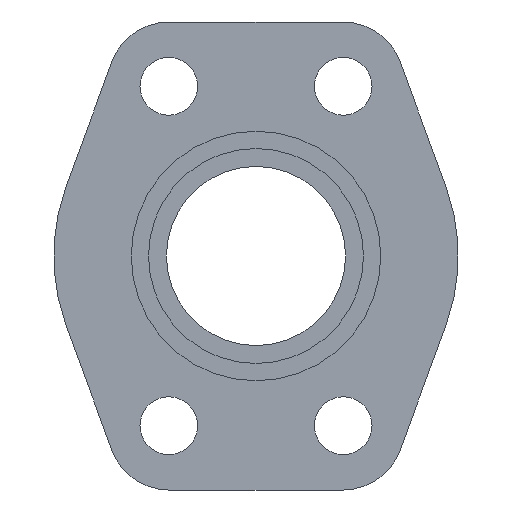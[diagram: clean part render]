
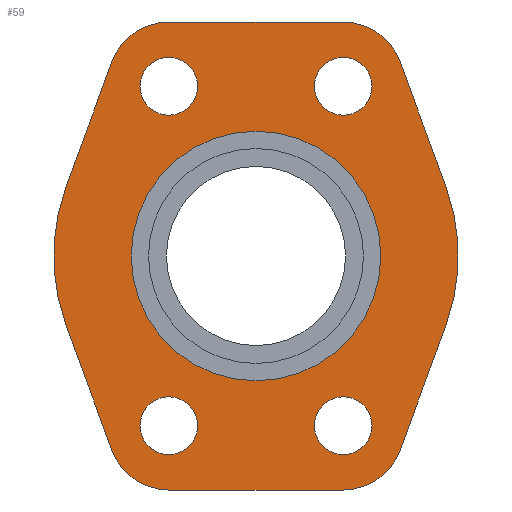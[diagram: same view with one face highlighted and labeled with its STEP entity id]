
A CAD part, front view. The second image highlights one B-rep face of the part: STEP entity #59.
In plain terms, the highlighted planar face has unit normal (0, -1, 0).
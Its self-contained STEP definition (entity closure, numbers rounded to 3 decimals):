
#59=ADVANCED_FACE('',(#109,#110,#111,#112,#113,#114),#115,.F.);
#109=FACE_BOUND('',#192,.T.);
#110=FACE_OUTER_BOUND('',#193,.T.);
#111=FACE_BOUND('',#194,.T.);
#112=FACE_BOUND('',#195,.T.);
#113=FACE_BOUND('',#196,.T.);
#114=FACE_BOUND('',#197,.T.);
#115=PLANE('',#198);
#192=EDGE_LOOP('',(#339,#340));
#193=EDGE_LOOP('',(#341,#342,#343,#344,#345,#346,#347,#348,#349,#350,#351,#352));
#194=EDGE_LOOP('',(#353,#354));
#195=EDGE_LOOP('',(#355,#356));
#196=EDGE_LOOP('',(#357,#358));
#197=EDGE_LOOP('',(#359,#360));
#198=AXIS2_PLACEMENT_3D('',#361,#362,#363);
#339=ORIENTED_EDGE('',*,*,#568,.T.);
#340=ORIENTED_EDGE('',*,*,#555,.T.);
#341=ORIENTED_EDGE('',*,*,#570,.F.);
#342=ORIENTED_EDGE('',*,*,#571,.F.);
#343=ORIENTED_EDGE('',*,*,#572,.F.);
#344=ORIENTED_EDGE('',*,*,#573,.T.);
#345=ORIENTED_EDGE('',*,*,#574,.F.);
#346=ORIENTED_EDGE('',*,*,#575,.T.);
#347=ORIENTED_EDGE('',*,*,#576,.F.);
#348=ORIENTED_EDGE('',*,*,#577,.F.);
#349=ORIENTED_EDGE('',*,*,#578,.F.);
#350=ORIENTED_EDGE('',*,*,#579,.T.);
#351=ORIENTED_EDGE('',*,*,#580,.F.);
#352=ORIENTED_EDGE('',*,*,#581,.T.);
#353=ORIENTED_EDGE('',*,*,#582,.T.);
#354=ORIENTED_EDGE('',*,*,#532,.T.);
#355=ORIENTED_EDGE('',*,*,#583,.T.);
#356=ORIENTED_EDGE('',*,*,#536,.T.);
#357=ORIENTED_EDGE('',*,*,#584,.T.);
#358=ORIENTED_EDGE('',*,*,#540,.T.);
#359=ORIENTED_EDGE('',*,*,#585,.T.);
#360=ORIENTED_EDGE('',*,*,#544,.T.);
#361=CARTESIAN_POINT('',(0.,0.,0.));
#362=DIRECTION('',(0.,1.0,0.));
#363=DIRECTION('',(0.,0.0,-1.0));
#532=EDGE_CURVE('',#618,#622,#624,.T.);
#536=EDGE_CURVE('',#626,#630,#632,.T.);
#540=EDGE_CURVE('',#634,#638,#640,.T.);
#544=EDGE_CURVE('',#642,#646,#648,.T.);
#555=EDGE_CURVE('',#663,#667,#669,.T.);
#568=EDGE_CURVE('',#667,#663,#690,.T.);
#570=EDGE_CURVE('',#692,#693,#694,.T.);
#571=EDGE_CURVE('',#695,#692,#696,.T.);
#572=EDGE_CURVE('',#697,#695,#698,.T.);
#573=EDGE_CURVE('',#697,#699,#700,.T.);
#574=EDGE_CURVE('',#701,#699,#702,.T.);
#575=EDGE_CURVE('',#701,#703,#704,.T.);
#576=EDGE_CURVE('',#705,#703,#706,.T.);
#577=EDGE_CURVE('',#707,#705,#708,.T.);
#578=EDGE_CURVE('',#709,#707,#710,.T.);
#579=EDGE_CURVE('',#709,#711,#712,.T.);
#580=EDGE_CURVE('',#713,#711,#714,.T.);
#581=EDGE_CURVE('',#713,#693,#715,.T.);
#582=EDGE_CURVE('',#622,#618,#716,.T.);
#583=EDGE_CURVE('',#630,#626,#717,.T.);
#584=EDGE_CURVE('',#638,#634,#718,.T.);
#585=EDGE_CURVE('',#646,#642,#719,.T.);
#618=VERTEX_POINT('',#764);
#622=VERTEX_POINT('',#769);
#624=CIRCLE('',#772,5.0);
#626=VERTEX_POINT('',#774);
#630=VERTEX_POINT('',#779);
#632=CIRCLE('',#782,5.0);
#634=VERTEX_POINT('',#784);
#638=VERTEX_POINT('',#789);
#640=CIRCLE('',#792,5.0);
#642=VERTEX_POINT('',#794);
#646=VERTEX_POINT('',#799);
#648=CIRCLE('',#802,5.0);
#663=VERTEX_POINT('',#821);
#667=VERTEX_POINT('',#826);
#669=CIRCLE('',#829,21.6);
#690=CIRCLE('',#854,21.6);
#692=VERTEX_POINT('',#856);
#693=VERTEX_POINT('',#857);
#694=CIRCLE('',#858,10.5);
#695=VERTEX_POINT('',#859);
#696=LINE('',#860,#861);
#697=VERTEX_POINT('',#862);
#698=CIRCLE('',#863,35.0);
#699=VERTEX_POINT('',#864);
#700=LINE('',#865,#866);
#701=VERTEX_POINT('',#867);
#702=CIRCLE('',#868,10.5);
#703=VERTEX_POINT('',#869);
#704=LINE('',#870,#871);
#705=VERTEX_POINT('',#872);
#706=CIRCLE('',#873,10.5);
#707=VERTEX_POINT('',#874);
#708=LINE('',#875,#876);
#709=VERTEX_POINT('',#877);
#710=CIRCLE('',#878,35.0);
#711=VERTEX_POINT('',#879);
#712=LINE('',#880,#881);
#713=VERTEX_POINT('',#882);
#714=CIRCLE('',#883,10.5);
#715=LINE('',#884,#885);
#716=CIRCLE('',#886,5.0);
#717=CIRCLE('',#887,5.0);
#718=CIRCLE('',#888,5.0);
#719=CIRCLE('',#889,5.0);
#764=CARTESIAN_POINT('',(-10.09,0.,-29.36));
#769=CARTESIAN_POINT('',(-20.09,0.,-29.36));
#772=AXIS2_PLACEMENT_3D('',#956,#957,#958);
#774=CARTESIAN_POINT('',(20.09,0.,-29.36));
#779=CARTESIAN_POINT('',(10.09,0.,-29.36));
#782=AXIS2_PLACEMENT_3D('',#964,#965,#966);
#784=CARTESIAN_POINT('',(-10.09,0.,29.36));
#789=CARTESIAN_POINT('',(-20.09,0.,29.36));
#792=AXIS2_PLACEMENT_3D('',#972,#973,#974);
#794=CARTESIAN_POINT('',(20.09,0.,29.36));
#799=CARTESIAN_POINT('',(10.09,0.,29.36));
#802=AXIS2_PLACEMENT_3D('',#980,#981,#982);
#821=CARTESIAN_POINT('',(-21.6,0.,0.));
#826=CARTESIAN_POINT('',(21.6,0.,0.));
#829=AXIS2_PLACEMENT_3D('',#1001,#1002,#1003);
#854=AXIS2_PLACEMENT_3D('',#1032,#1033,#1034);
#856=CARTESIAN_POINT('',(24.947,0.,-33.617));
#857=CARTESIAN_POINT('',(15.09,0.,-40.5));
#858=AXIS2_PLACEMENT_3D('',#1038,#1039,#1040);
#859=CARTESIAN_POINT('',(32.858,0.,-12.056));
#860=CARTESIAN_POINT('',(32.858,0.,-12.056));
#861=VECTOR('',#1041,1.0);
#862=CARTESIAN_POINT('',(32.858,0.,12.056));
#863=AXIS2_PLACEMENT_3D('',#1042,#1043,#1044);
#864=CARTESIAN_POINT('',(24.947,0.,33.617));
#865=CARTESIAN_POINT('',(32.858,0.,12.056));
#866=VECTOR('',#1045,1.0);
#867=CARTESIAN_POINT('',(15.09,0.,40.5));
#868=AXIS2_PLACEMENT_3D('',#1046,#1047,#1048);
#869=CARTESIAN_POINT('',(-15.09,0.,40.5));
#870=CARTESIAN_POINT('',(15.09,0.,40.5));
#871=VECTOR('',#1049,1.0);
#872=CARTESIAN_POINT('',(-24.947,0.,33.617));
#873=AXIS2_PLACEMENT_3D('',#1050,#1051,#1052);
#874=CARTESIAN_POINT('',(-32.858,0.,12.056));
#875=CARTESIAN_POINT('',(-32.858,0.,12.056));
#876=VECTOR('',#1053,1.0);
#877=CARTESIAN_POINT('',(-32.858,0.,-12.056));
#878=AXIS2_PLACEMENT_3D('',#1054,#1055,#1056);
#879=CARTESIAN_POINT('',(-24.947,0.,-33.617));
#880=CARTESIAN_POINT('',(-32.858,0.,-12.056));
#881=VECTOR('',#1057,1.0);
#882=CARTESIAN_POINT('',(-15.09,0.,-40.5));
#883=AXIS2_PLACEMENT_3D('',#1058,#1059,#1060);
#884=CARTESIAN_POINT('',(-15.09,0.,-40.5));
#885=VECTOR('',#1061,1.0);
#886=AXIS2_PLACEMENT_3D('',#1062,#1063,#1064);
#887=AXIS2_PLACEMENT_3D('',#1065,#1066,#1067);
#888=AXIS2_PLACEMENT_3D('',#1068,#1069,#1070);
#889=AXIS2_PLACEMENT_3D('',#1071,#1072,#1073);
#956=CARTESIAN_POINT('',(-15.09,0.0,-29.36));
#957=DIRECTION('',(0.,1.0,0.));
#958=DIRECTION('',(1.0,0.,0.));
#964=CARTESIAN_POINT('',(15.09,0.0,-29.36));
#965=DIRECTION('',(0.,1.0,0.));
#966=DIRECTION('',(1.0,0.,0.));
#972=CARTESIAN_POINT('',(-15.09,0.0,29.36));
#973=DIRECTION('',(0.,1.0,0.));
#974=DIRECTION('',(1.0,0.,0.));
#980=CARTESIAN_POINT('',(15.09,0.0,29.36));
#981=DIRECTION('',(0.,1.0,0.));
#982=DIRECTION('',(1.0,0.,0.));
#1001=CARTESIAN_POINT('',(0.0,0.0,0.0));
#1002=DIRECTION('',(0.,1.0,0.));
#1003=DIRECTION('',(-1.0,0.,0.));
#1032=CARTESIAN_POINT('',(0.0,0.0,0.0));
#1033=DIRECTION('',(0.,1.0,0.));
#1034=DIRECTION('',(-1.0,0.,0.));
#1038=CARTESIAN_POINT('',(15.09,0.,-30.0));
#1039=DIRECTION('',(0.,1.0,0.));
#1040=DIRECTION('',(0.,0.0,-1.0));
#1041=DIRECTION('',(-0.344,0.,-0.939));
#1042=CARTESIAN_POINT('',(0.0,0.0,0.0));
#1043=DIRECTION('',(0.,1.0,0.));
#1044=DIRECTION('',(0.,0.0,-1.0));
#1045=DIRECTION('',(-0.344,0.,0.939));
#1046=CARTESIAN_POINT('',(15.09,0.,30.0));
#1047=DIRECTION('',(0.,1.0,0.));
#1048=DIRECTION('',(0.,0.0,-1.0));
#1049=DIRECTION('',(-1.0,0.,0.));
#1050=CARTESIAN_POINT('',(-15.09,0.,30.0));
#1051=DIRECTION('',(0.,1.0,0.));
#1052=DIRECTION('',(0.,0.0,-1.0));
#1053=DIRECTION('',(0.344,0.,0.939));
#1054=CARTESIAN_POINT('',(0.0,0.0,0.0));
#1055=DIRECTION('',(0.,1.0,0.));
#1056=DIRECTION('',(0.,0.0,-1.0));
#1057=DIRECTION('',(0.344,0.,-0.939));
#1058=CARTESIAN_POINT('',(-15.09,0.,-30.0));
#1059=DIRECTION('',(0.,1.0,0.));
#1060=DIRECTION('',(0.,0.0,-1.0));
#1061=DIRECTION('',(1.0,0.,0.));
#1062=CARTESIAN_POINT('',(-15.09,0.0,-29.36));
#1063=DIRECTION('',(0.,1.0,0.));
#1064=DIRECTION('',(1.0,0.,0.));
#1065=CARTESIAN_POINT('',(15.09,0.0,-29.36));
#1066=DIRECTION('',(0.,1.0,0.));
#1067=DIRECTION('',(1.0,0.,0.));
#1068=CARTESIAN_POINT('',(-15.09,0.0,29.36));
#1069=DIRECTION('',(0.,1.0,0.));
#1070=DIRECTION('',(1.0,0.,0.));
#1071=CARTESIAN_POINT('',(15.09,0.0,29.36));
#1072=DIRECTION('',(0.,1.0,0.));
#1073=DIRECTION('',(1.0,0.,0.));
